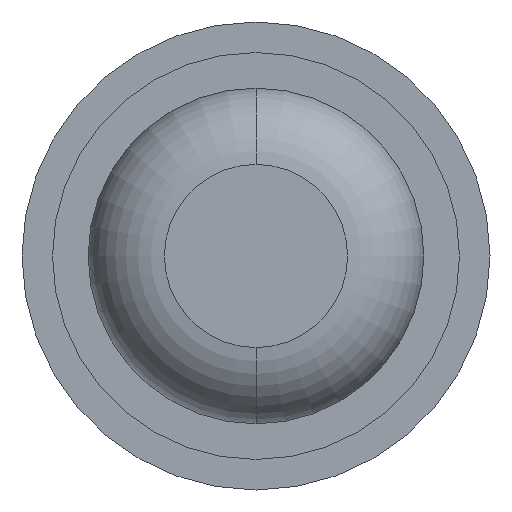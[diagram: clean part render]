
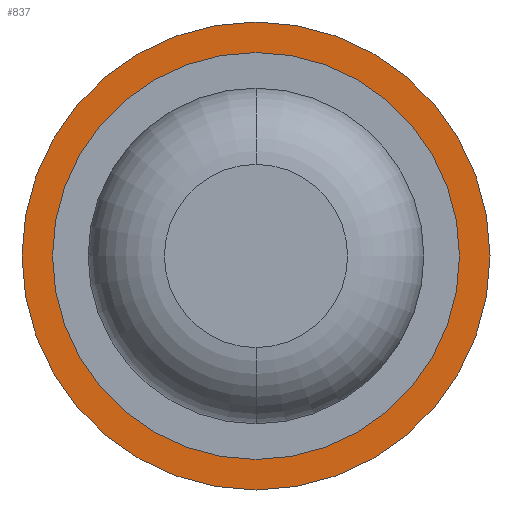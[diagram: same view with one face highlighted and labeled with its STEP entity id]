
A CAD part, front view. The second image highlights one B-rep face of the part: STEP entity #837.
In plain terms, the highlighted planar face has unit normal (0, -1, 0).
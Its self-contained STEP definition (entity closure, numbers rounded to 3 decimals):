
#5 = CARTESIAN_POINT ( 'NONE',  ( 0., 9.4, 0. ) ) ;
#152 = CARTESIAN_POINT ( 'NONE',  ( 0., 9.4, -1.15 ) ) ;
#156 = CIRCLE ( 'NONE', #1328, 1.15 ) ;
#206 = DIRECTION ( 'NONE',  ( 0., 0., 1. ) ) ;
#224 = DIRECTION ( 'NONE',  ( 0., 0., 1. ) ) ;
#304 = EDGE_LOOP ( 'NONE', ( #2042, #3320 ) ) ;
#454 = FACE_BOUND ( 'NONE', #304, .T. ) ;
#545 = VERTEX_POINT ( 'NONE', #3192 ) ;
#573 = EDGE_CURVE ( 'Defeature ausgef�hrt2_2+Defeature ausgef�hrt2_3+Defeature ausgef�hrt2_3+Defeature ausgef�hrt2_3', #3074, #545, #827, .T. ) ;
#827 = CIRCLE ( 'NONE', #2627, 0.5 ) ;
#837 = ADVANCED_FACE ( 'Defeature ausgef�hrt2_2', ( #454, #1121 ), #3036, .F. ) ;
#839 = DIRECTION ( 'NONE',  ( 0., 1., 0. ) ) ;
#936 = AXIS2_PLACEMENT_3D ( 'NONE', #5, #1824, #1562 ) ;
#961 = VERTEX_POINT ( 'NONE', #1272 ) ;
#1121 = FACE_OUTER_BOUND ( 'NONE', #2717, .T. ) ;
#1207 = DIRECTION ( 'NONE',  ( 0., 1., 0. ) ) ;
#1227 = ORIENTED_EDGE ( 'NONE', *, *, #3118, .F. ) ;
#1261 = AXIS2_PLACEMENT_3D ( 'NONE', #3301, #1742, #224 ) ;
#1272 = CARTESIAN_POINT ( 'NONE',  ( 0., 9.4, 1.15 ) ) ;
#1300 = AXIS2_PLACEMENT_3D ( 'NONE', #1753, #1207, #2755 ) ;
#1328 = AXIS2_PLACEMENT_3D ( 'NONE', #1759, #2761, #206 ) ;
#1562 = DIRECTION ( 'NONE',  ( 0., 0., 1. ) ) ;
#1613 = CIRCLE ( 'NONE', #936, 1.15 ) ;
#1686 = EDGE_CURVE ( 'Defeature ausgef�hrt2_2+Defeature ausgef�hrt2_3+Defeature ausgef�hrt2_3+Defeature ausgef�hrt2_3', #545, #3074, #1969, .T. ) ;
#1742 = DIRECTION ( 'NONE',  ( 0., 1., 0. ) ) ;
#1753 = CARTESIAN_POINT ( 'NONE',  ( 0., 9.4, 0. ) ) ;
#1759 = CARTESIAN_POINT ( 'NONE',  ( 0., 9.4, 0. ) ) ;
#1824 = DIRECTION ( 'NONE',  ( 0., 1., 0. ) ) ;
#1969 = CIRCLE ( 'NONE', #1300, 0.5 ) ;
#2042 = ORIENTED_EDGE ( 'NONE', *, *, #1686, .T. ) ;
#2152 = CARTESIAN_POINT ( 'NONE',  ( 0., 9.4, 0. ) ) ;
#2341 = EDGE_CURVE ( 'Defeature ausgef�hrt2_0+Defeature ausgef�hrt2_2+Defeature ausgef�hrt2_2+Defeature ausgef�hrt2_2', #2537, #961, #1613, .T. ) ;
#2519 = CARTESIAN_POINT ( 'NONE',  ( 0., 9.4, 0.5 ) ) ;
#2537 = VERTEX_POINT ( 'NONE', #152 ) ;
#2627 = AXIS2_PLACEMENT_3D ( 'NONE', #2152, #839, #3153 ) ;
#2717 = EDGE_LOOP ( 'NONE', ( #1227, #3054 ) ) ;
#2755 = DIRECTION ( 'NONE',  ( 0., 0., 1. ) ) ;
#2761 = DIRECTION ( 'NONE',  ( 0., 1., 0. ) ) ;
#3036 = PLANE ( 'NONE',  #1261 ) ;
#3054 = ORIENTED_EDGE ( 'NONE', *, *, #2341, .F. ) ;
#3074 = VERTEX_POINT ( 'NONE', #2519 ) ;
#3118 = EDGE_CURVE ( 'Defeature ausgef�hrt2_0+Defeature ausgef�hrt2_2+Defeature ausgef�hrt2_2+Defeature ausgef�hrt2_2', #961, #2537, #156, .T. ) ;
#3153 = DIRECTION ( 'NONE',  ( 0., 0., 1. ) ) ;
#3192 = CARTESIAN_POINT ( 'NONE',  ( 0., 9.4, -0.5 ) ) ;
#3301 = CARTESIAN_POINT ( 'NONE',  ( 1.136, 9.4, 0. ) ) ;
#3320 = ORIENTED_EDGE ( 'NONE', *, *, #573, .T. ) ;
